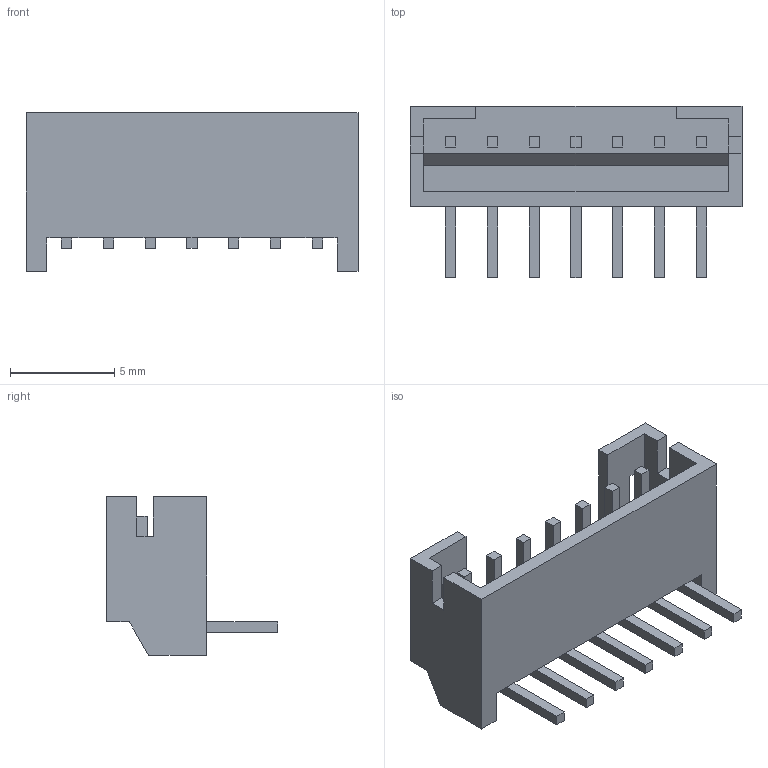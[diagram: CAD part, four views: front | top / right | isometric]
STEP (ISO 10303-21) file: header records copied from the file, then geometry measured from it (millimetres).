
FILE_DESCRIPTION (( 'STEP AP214' ), '1' );
FILE_NAME ('S7B-PH-K-S.STEP', '2011-09-21T00:43:25', ( ' ' ), ( ' ' ), 'SwSTEP 2.0', 'SolidWorks 2005235', '' );
FILE_SCHEMA (( 'AUTOMOTIVE_DESIGN' ));
Length unit declared in the file: millimetre
Products named in the file (1): S7B-PH-K-S
Bounding box: 15.9 x 8.2 x 7.6 mm (x, y, z)
Volume: 223.7 mm3; surface area: 637.1 mm2
Topology: 1 solids, 1 shells, 113 faces, 308 edges, 200 vertices
Faces by surface type: plane 106, cylinder 7
Entity records: 3915 total; most frequent: CARTESIAN_POINT 622, ORIENTED_EDGE 616, DIRECTION 550, EDGE_CURVE 308, VECTOR 294, LINE 294, VERTEX_POINT 200, AXIS2_PLACEMENT_3D 128
